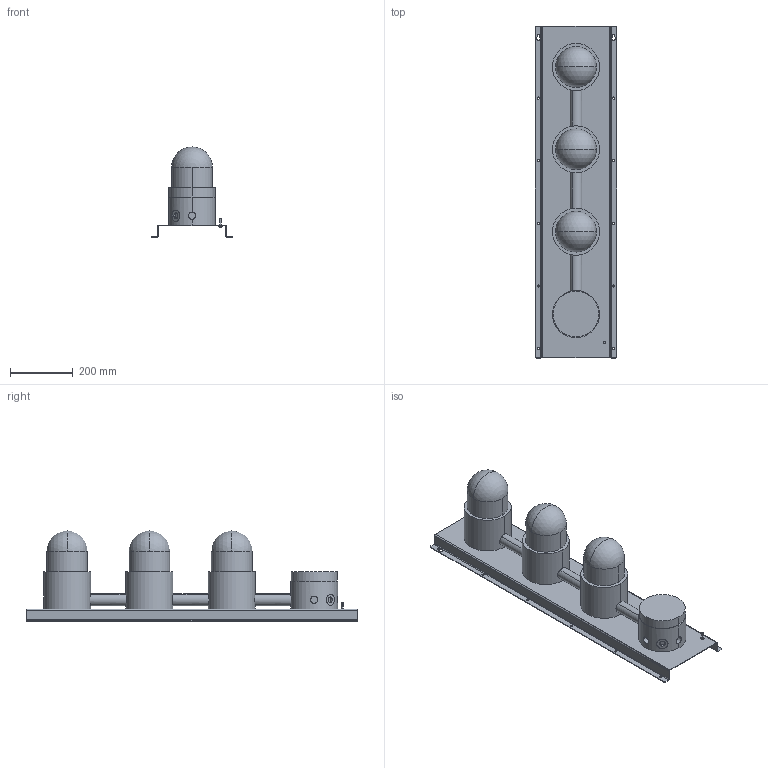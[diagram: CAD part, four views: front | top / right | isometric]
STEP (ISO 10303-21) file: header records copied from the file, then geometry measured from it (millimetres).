
FILE_DESCRIPTION (( 'STEP AP203' ), '1' );
FILE_NAME ('D226-05-132_Issue_1.STEP', '2019-08-16T10:20:28', ( '' ), ( '' ), 'SwSTEP 2.0', 'SolidWorks 2019', '' );
FILE_SCHEMA (( 'CONFIG_CONTROL_DESIGN' ));
Length unit declared in the file: millimetre
Products named in the file (1): D226-05-132_Issue_1
Bounding box: 260 x 1060 x 288 mm (x, y, z)
Volume: 13822760.6 mm3; surface area: 1082801.7 mm2
Topology: 1 solids, 1 shells, 129 faces, 335 edges, 208 vertices
Faces by surface type: cylinder 76, plane 45, sphere 6, torus 2
Entity records: 5056 total; most frequent: CARTESIAN_POINT 1745, DIRECTION 699, ORIENTED_EDGE 654, EDGE_CURVE 327, AXIS2_PLACEMENT_3D 276, VERTEX_POINT 208, EDGE_LOOP 167, VECTOR 147
